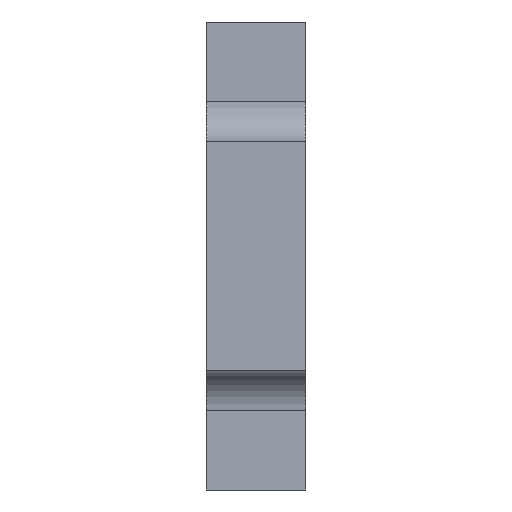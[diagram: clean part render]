
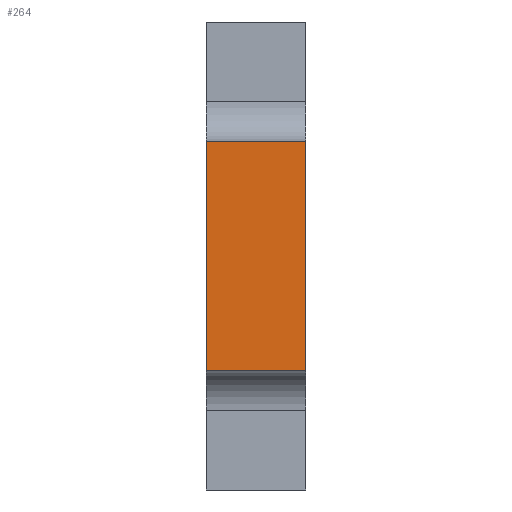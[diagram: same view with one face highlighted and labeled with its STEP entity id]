
A CAD part, left-side view. The second image highlights one B-rep face of the part: STEP entity #264.
In plain terms, the highlighted planar face has unit normal (-1, 0, 0).
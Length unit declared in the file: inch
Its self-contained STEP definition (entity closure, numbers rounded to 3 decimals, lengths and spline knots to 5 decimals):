
#53 = VECTOR ( 'NONE', #482, 39.37008 ) ;
#59 = ORIENTED_EDGE ( 'NONE', *, *, #595, .T. ) ;
#65 = CARTESIAN_POINT ( 'NONE',  ( -13.5625, 0., -0.72131 ) ) ;
#107 = LINE ( 'NONE', #473, #53 ) ;
#162 = DIRECTION ( 'NONE',  ( 0., 0., 1. ) ) ;
#201 = EDGE_CURVE ( 'NONE', #633, #964, #107, .T. ) ;
#219 = VERTEX_POINT ( 'NONE', #479 ) ;
#237 = LINE ( 'NONE', #530, #519 ) ;
#260 = CARTESIAN_POINT ( 'NONE',  ( -13.5625, 0.625, 0.72131 ) ) ;
#264 = ADVANCED_FACE ( 'NONE', ( #465 ), #923, .T. ) ;
#319 = CARTESIAN_POINT ( 'NONE',  ( -13.5625, -1.47609, -0.72131 ) ) ;
#326 = VECTOR ( 'NONE', #651, 39.37008 ) ;
#327 = CARTESIAN_POINT ( 'NONE',  ( -13.5625, 0.625, -0.72131 ) ) ;
#333 = ORIENTED_EDGE ( 'NONE', *, *, #510, .F. ) ;
#334 = DIRECTION ( 'NONE',  ( 0., 1., 0. ) ) ;
#455 = ORIENTED_EDGE ( 'NONE', *, *, #201, .F. ) ;
#465 = FACE_OUTER_BOUND ( 'NONE', #903, .T. ) ;
#473 = CARTESIAN_POINT ( 'NONE',  ( -13.5625, -1.47609, -0.72131 ) ) ;
#479 = CARTESIAN_POINT ( 'NONE',  ( -13.5625, 0., 0.72131 ) ) ;
#482 = DIRECTION ( 'NONE',  ( 0., 1., 0. ) ) ;
#510 = EDGE_CURVE ( 'NONE', #964, #654, #686, .T. ) ;
#519 = VECTOR ( 'NONE', #334, 39.37008 ) ;
#530 = CARTESIAN_POINT ( 'NONE',  ( -13.5625, -1.47609, 0.72131 ) ) ;
#595 = EDGE_CURVE ( 'NONE', #219, #654, #237, .T. ) ;
#598 = AXIS2_PLACEMENT_3D ( 'NONE', #319, #609, #619 ) ;
#609 = DIRECTION ( 'NONE',  ( -1., 0., 0. ) ) ;
#619 = DIRECTION ( 'NONE',  ( 0., 0., 1. ) ) ;
#633 = VERTEX_POINT ( 'NONE', #788 ) ;
#651 = DIRECTION ( 'NONE',  ( 0., 0., 1. ) ) ;
#654 = VERTEX_POINT ( 'NONE', #260 ) ;
#686 = LINE ( 'NONE', #327, #832 ) ;
#759 = EDGE_CURVE ( 'NONE', #633, #219, #807, .T. ) ;
#788 = CARTESIAN_POINT ( 'NONE',  ( -13.5625, 0., -0.72131 ) ) ;
#807 = LINE ( 'NONE', #65, #326 ) ;
#832 = VECTOR ( 'NONE', #162, 39.37008 ) ;
#903 = EDGE_LOOP ( 'NONE', ( #455, #924, #59, #333 ) ) ;
#909 = CARTESIAN_POINT ( 'NONE',  ( -13.5625, 0.625, -0.72131 ) ) ;
#923 = PLANE ( 'NONE',  #598 ) ;
#924 = ORIENTED_EDGE ( 'NONE', *, *, #759, .T. ) ;
#964 = VERTEX_POINT ( 'NONE', #909 ) ;
